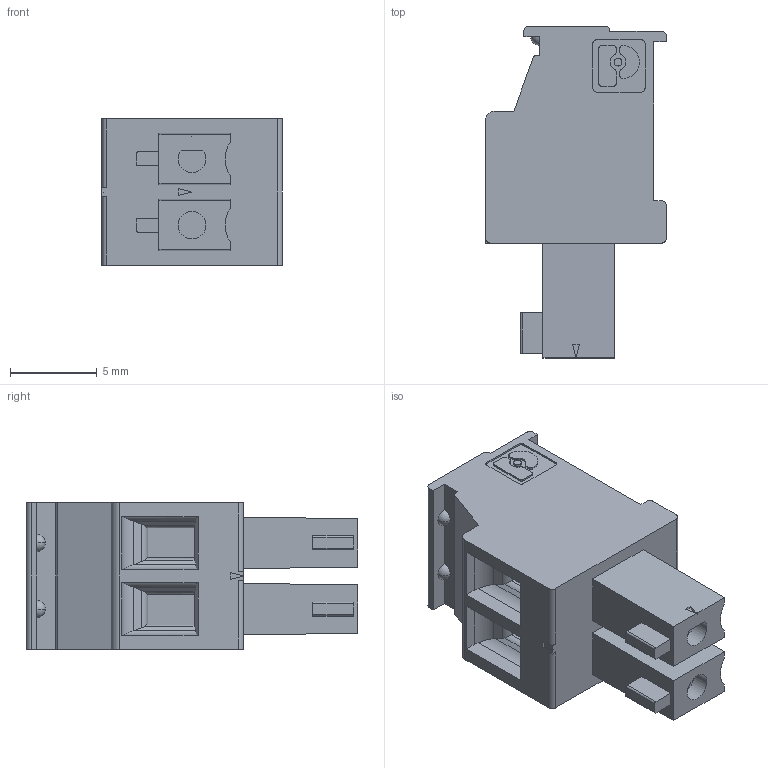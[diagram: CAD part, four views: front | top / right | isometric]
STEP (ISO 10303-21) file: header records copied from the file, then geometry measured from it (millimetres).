
FILE_DESCRIPTION(('SolidDesigner STEP Export'),'2;1');
FILE_NAME('mcvr_1.5-2-st-3.81.stp','2011-03-15T11:42:40',(''),(''),'CoCreate Modeling STEP processor for AP214 (Solid Model)','CoCreate Modeling 16.00A 16-Aug-2008 (C) Parametric Technology GmbH','');
FILE_SCHEMA(('AUTOMOTIVE_DESIGN { 1 0 10303 214 1 1 1 1 }'));
Length unit declared in the file: millimetre
Products named in the file (2): mcvr_1.5-2-st-3.81
Assembly tree (1 placements, depth 2):
  mcvr_1.5-2-st-3.81
    mcvr_1.5-2-st-3.81
Bounding box: 10.4 x 19.1 x 8.41 mm (x, y, z)
Volume: 1010.3 mm3; surface area: 944.3 mm2
Topology: 1 solids, 1 shells, 179 faces, 480 edges, 318 vertices
Faces by surface type: plane 111, cylinder 64, sphere 4
Entity records: 7186 total; most frequent: CARTESIAN_POINT 1258, ORIENTED_EDGE 952, DIRECTION 900, EDGE_CURVE 476, VERTEX_POINT 318, VECTOR 316, LINE 316, AXIS2_PLACEMENT_3D 292
